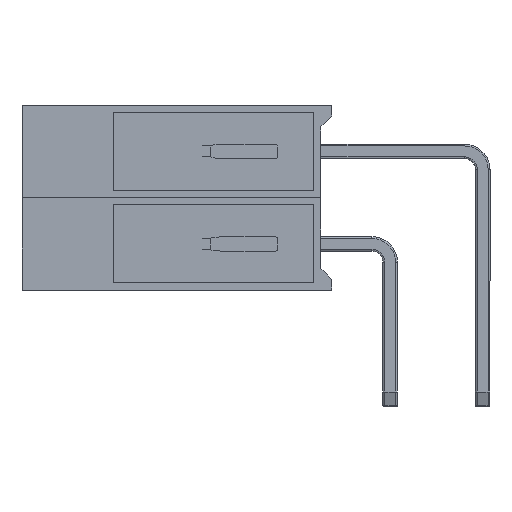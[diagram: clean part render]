
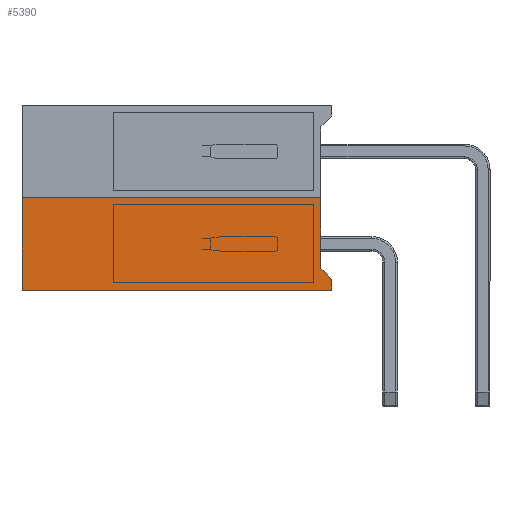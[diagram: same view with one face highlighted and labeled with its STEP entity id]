
A CAD part, left-side view. The second image highlights one B-rep face of the part: STEP entity #5390.
In plain terms, the highlighted planar face has unit normal (-1, 0, 0).
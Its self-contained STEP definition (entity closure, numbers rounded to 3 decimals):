
#355=PLANE('',#5969);
#606=FACE_OUTER_BOUND('',#933,.T.);
#933=EDGE_LOOP('',(#4111,#4112,#4113,#4114,#4115,#4116));
#1295=LINE('',#9017,#1679);
#1299=LINE('',#9024,#1683);
#1310=LINE('',#9048,#1694);
#1313=LINE('',#9054,#1697);
#1314=LINE('',#9056,#1698);
#1315=LINE('',#9057,#1699);
#1679=VECTOR('',#7234,10.);
#1683=VECTOR('',#7240,10.);
#1694=VECTOR('',#7263,10.);
#1697=VECTOR('',#7268,10.);
#1698=VECTOR('',#7269,10.);
#1699=VECTOR('',#7270,10.);
#2383=VERTEX_POINT('',#9014);
#2384=VERTEX_POINT('',#9016);
#2386=VERTEX_POINT('',#9022);
#2393=VERTEX_POINT('',#9047);
#2395=VERTEX_POINT('',#9053);
#2396=VERTEX_POINT('',#9055);
#2967=EDGE_CURVE('',#2383,#2384,#1295,.T.);
#2971=EDGE_CURVE('',#2383,#2386,#1299,.T.);
#2984=EDGE_CURVE('',#2393,#2384,#1310,.T.);
#2987=EDGE_CURVE('',#2386,#2395,#1313,.T.);
#2988=EDGE_CURVE('',#2396,#2395,#1314,.T.);
#2989=EDGE_CURVE('',#2393,#2396,#1315,.T.);
#4111=ORIENTED_EDGE('',*,*,#2971,.T.);
#4112=ORIENTED_EDGE('',*,*,#2987,.T.);
#4113=ORIENTED_EDGE('',*,*,#2988,.F.);
#4114=ORIENTED_EDGE('',*,*,#2989,.F.);
#4115=ORIENTED_EDGE('',*,*,#2984,.T.);
#4116=ORIENTED_EDGE('',*,*,#2967,.F.);
#5390=ADVANCED_FACE('',(#606),#355,.T.);
#5969=AXIS2_PLACEMENT_3D('',#9052,#7266,#7267);
#7234=DIRECTION('',(0.,-0.707,-0.707));
#7240=DIRECTION('',(0.,0.,1.));
#7263=DIRECTION('',(0.,0.,1.));
#7266=DIRECTION('center_axis',(-1.,0.,0.));
#7267=DIRECTION('ref_axis',(0.,0.,
1.));
#7268=DIRECTION('',(0.,1.,0.));
#7269=DIRECTION('',(0.,0.,1.));
#7270=DIRECTION('',(0.,1.,0.));
#9014=CARTESIAN_POINT('',(-1.27,1.9,0.6));
#9016=CARTESIAN_POINT('',(-1.27,1.6,0.3));
#9017=CARTESIAN_POINT('',(-1.27,1.6,0.3));
#9022=CARTESIAN_POINT('',(-1.27,1.9,2.54));
#9024=CARTESIAN_POINT('',(-1.27,1.9,0.635));
#9047=CARTESIAN_POINT('',(-1.27,1.6,0.));
#9048=CARTESIAN_POINT('',(-1.27,1.6,0.));
#9052=CARTESIAN_POINT('Origin',(-1.27,1.6,0.));
#9053=CARTESIAN_POINT('',(-1.27,10.1,2.54));
#9054=CARTESIAN_POINT('',(-1.27,1.6,2.54));
#9055=CARTESIAN_POINT('',(-1.27,10.1,0.));
#9056=CARTESIAN_POINT('',(-1.27,10.1,0.));
#9057=CARTESIAN_POINT('',(-1.27,1.6,0.));
